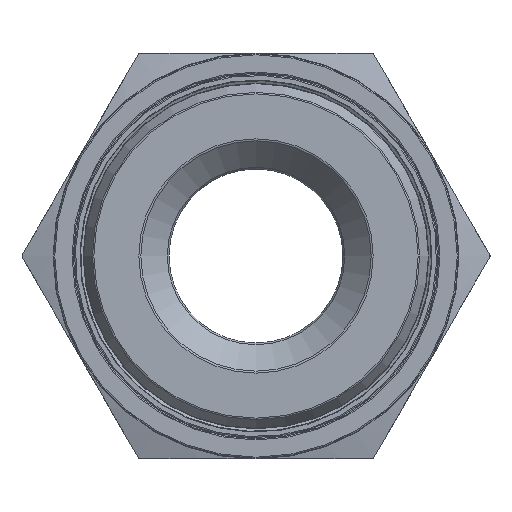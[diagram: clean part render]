
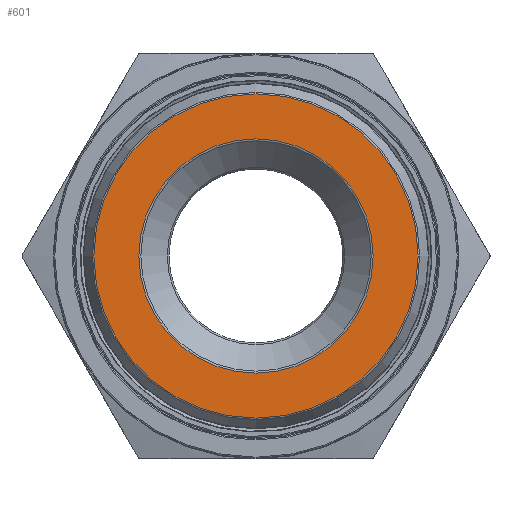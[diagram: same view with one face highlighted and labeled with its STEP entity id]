
A CAD part, left-side view. The second image highlights one B-rep face of the part: STEP entity #601.
In plain terms, the highlighted planar face has unit normal (-1, 0, 0).
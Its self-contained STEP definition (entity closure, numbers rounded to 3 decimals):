
#387=FACE_BOUND('',#765,.T.);
#388=FACE_BOUND('',#766,.T.);
#501=CIRCLE('',#1636,20.207);
#502=CIRCLE('',#1637,27.957);
#558=PLANE('',#1638);
#601=ADVANCED_FACE('',(#387,#388),#558,.F.);
#765=EDGE_LOOP('',(#1100));
#766=EDGE_LOOP('',(#1101));
#1100=ORIENTED_EDGE('',*,*,#1485,.T.);
#1101=ORIENTED_EDGE('',*,*,#1486,.T.);
#1333=VERTEX_POINT('',#2745);
#1334=VERTEX_POINT('',#2747);
#1485=EDGE_CURVE('',#1333,#1333,#501,.T.);
#1486=EDGE_CURVE('',#1334,#1334,#502,.T.);
#1636=AXIS2_PLACEMENT_3D('',#2744,#1879,#1880);
#1637=AXIS2_PLACEMENT_3D('',#2746,#1881,#1882);
#1638=AXIS2_PLACEMENT_3D('',#2748,#1883,#1884);
#1879=DIRECTION('',(1.,0.,0.));
#1880=DIRECTION('',(0.,0.,-1.));
#1881=DIRECTION('',(-1.,0.,0.));
#1882=DIRECTION('',(0.,0.,-1.));
#1883=DIRECTION('',(1.,0.,0.));
#1884=DIRECTION('',(0.,0.,-1.));
#2744=CARTESIAN_POINT('',(0.,0.,0.));
#2745=CARTESIAN_POINT('',(0.,0.,-20.207));
#2746=CARTESIAN_POINT('',(0.,0.,0.));
#2747=CARTESIAN_POINT('',(0.,0.,-27.957));
#2748=CARTESIAN_POINT('',(0.,-40.01,0.));
